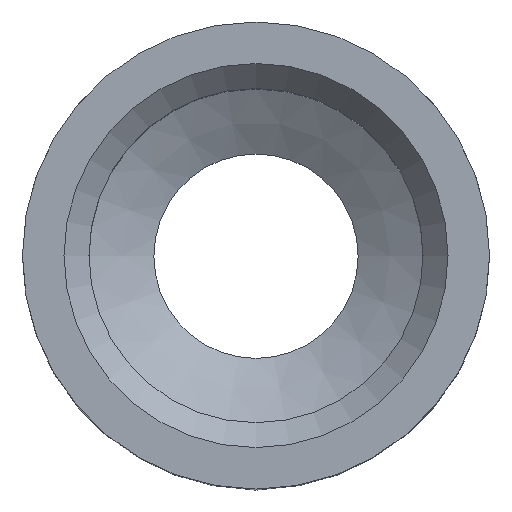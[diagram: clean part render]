
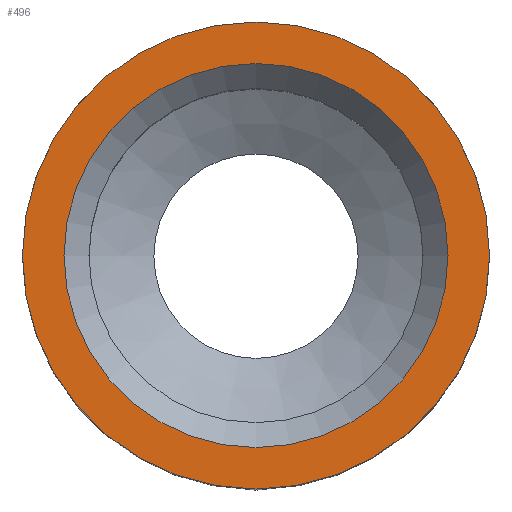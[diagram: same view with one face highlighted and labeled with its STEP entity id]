
A CAD part, top view. The second image highlights one B-rep face of the part: STEP entity #496.
In plain terms, the highlighted planar face has unit normal (0, 0, 1).
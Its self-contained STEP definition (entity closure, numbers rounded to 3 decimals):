
#20=PLANE('',#564);
#141=ORIENTED_EDGE('',*,*,#265,.T.);
#142=ORIENTED_EDGE('',*,*,#246,.F.);
#246=EDGE_CURVE('',#305,#305,#346,.T.);
#265=EDGE_CURVE('',#318,#318,#353,.T.);
#305=VERTEX_POINT('',#858);
#318=VERTEX_POINT('',#891);
#346=CIRCLE('',#557,8.);
#353=CIRCLE('',#565,6.579);
#377=EDGE_LOOP('',(#141));
#378=EDGE_LOOP('',(#142));
#431=FACE_BOUND('',#377,.T.);
#432=FACE_BOUND('',#378,.T.);
#496=ADVANCED_FACE('',(#431,#432),#20,.T.);
#557=AXIS2_PLACEMENT_3D('',#857,#649,#650);
#564=AXIS2_PLACEMENT_3D('',#889,#675,#676);
#565=AXIS2_PLACEMENT_3D('',#890,#677,#678);
#649=DIRECTION('',(0.,0.,-1.));
#650=DIRECTION('',(-1.,0.,0.));
#675=DIRECTION('',(0.,0.,1.));
#676=DIRECTION('',(1.,0.,0.));
#677=DIRECTION('',(0.,0.,-1.));
#678=DIRECTION('',(-1.,0.,0.));
#857=CARTESIAN_POINT('',(0.,0.,0.));
#858=CARTESIAN_POINT('',(-8.,0.,0.));
#889=CARTESIAN_POINT('',(0.,8.,0.));
#890=CARTESIAN_POINT('',(0.,0.,0.));
#891=CARTESIAN_POINT('',(-6.579,0.,0.));
